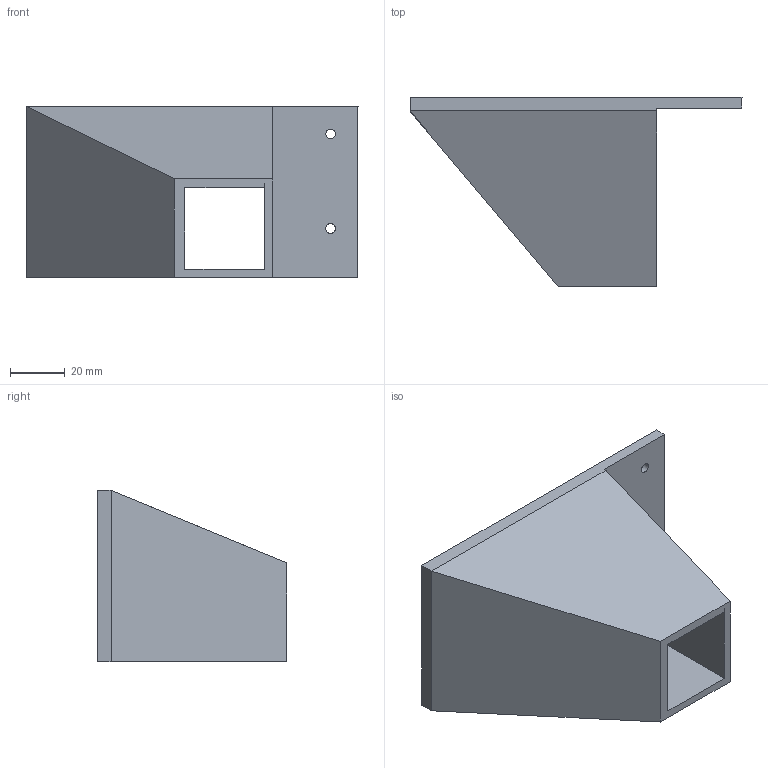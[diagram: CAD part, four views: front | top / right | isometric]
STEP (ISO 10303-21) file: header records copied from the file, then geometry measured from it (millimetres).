
FILE_DESCRIPTION(/* description */ (''),/* implementation_level */ '2;1');
FILE_NAME(/* name */ 'funnel.step',/* time_stamp */ '2024-01-31T13:03:43+01:00',/* author */ (''),/* organization */ (''),/* preprocessor_version */ 'ST-DEVELOPER v20',/* originating_system */ 'Autodesk Translation Framework v12.14.0.127',/* authorisation */ '');
FILE_SCHEMA (('AUTOMOTIVE_DESIGN { 1 0 10303 214 3 1 1 }'));
Length unit declared in the file: millimetre
Products named in the file (1): funnel
Bounding box: 121 x 69 x 62.34 mm (x, y, z)
Volume: 56276.9 mm3; surface area: 37998.8 mm2
Topology: 1 solids, 1 shells, 24 faces, 66 edges, 44 vertices
Faces by surface type: plane 16, bspline 6, cylinder 2
Full cylindrical faces by diameter (mm): 3.5 x2
Entity records: 908 total; most frequent: CARTESIAN_POINT 270, ORIENTED_EDGE 136, DIRECTION 100, EDGE_CURVE 68, LINE 54, VECTOR 54, VERTEX_POINT 44, EDGE_LOOP 30
